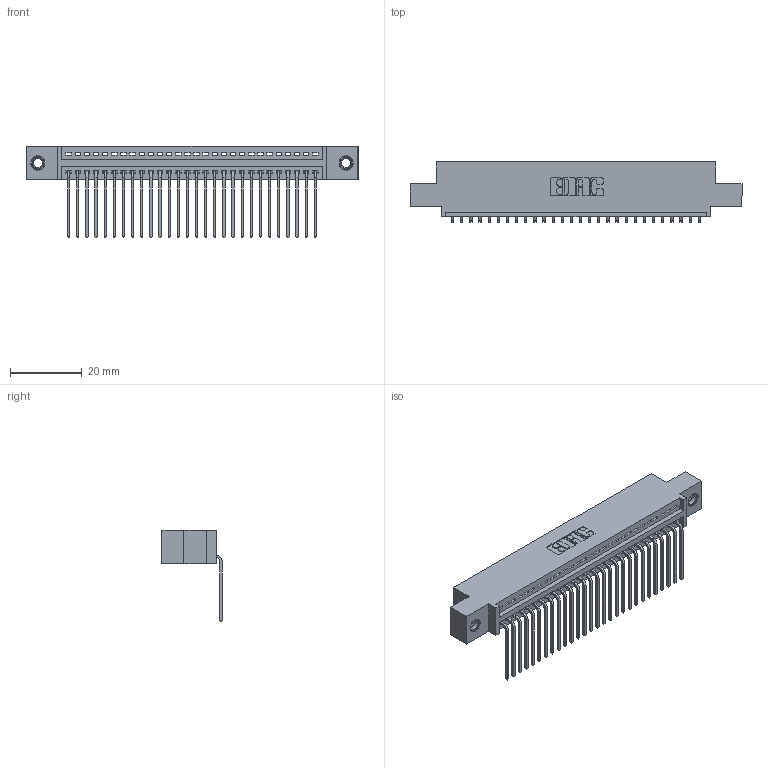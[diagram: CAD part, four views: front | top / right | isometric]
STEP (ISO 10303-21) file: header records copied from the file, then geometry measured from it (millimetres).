
FILE_DESCRIPTION (( 'STEP AP203' ), '1' );
FILE_NAME ('395-028-559-407.STEP', '2019-10-19T04:33:56', ( '' ), ( '' ), 'SwSTEP 2.0', 'SolidWorks 2016', '' );
FILE_SCHEMA (( 'CONFIG_CONTROL_DESIGN' ));
Length unit declared in the file: inch
Products named in the file (4): 345 Part_0.110 Offset - 0.156 Dia-TI; 395-028-559-407; 345-250-001_345-250-005-103; 345-292-001_558 559 Tail - 1
Assembly tree (31 placements, depth 2):
  395-028-559-407
    345 Part_0.110 Offset - 0.156 Dia-TI
    345-292-001_558 559 Tail - 1  x28
    345-250-001_345-250-005-103  x2
Bounding box: 92.33 x 16.75 x 25.53 mm (x, y, z)
Volume: 8661.2 mm3; surface area: 11982.3 mm2
Topology: 31 solids, 31 shells, 1870 faces, 5585 edges, 3678 vertices
Faces by surface type: plane 1292, cylinder 562, cone 12, torus 4
Entity records: 24360 total; most frequent: CARTESIAN_POINT 4203, ORIENTED_EDGE 4158, DIRECTION 3717, EDGE_CURVE 2079, LINE 1815, VECTOR 1815, VERTEX_POINT 1380, AXIS2_PLACEMENT_3D 951
